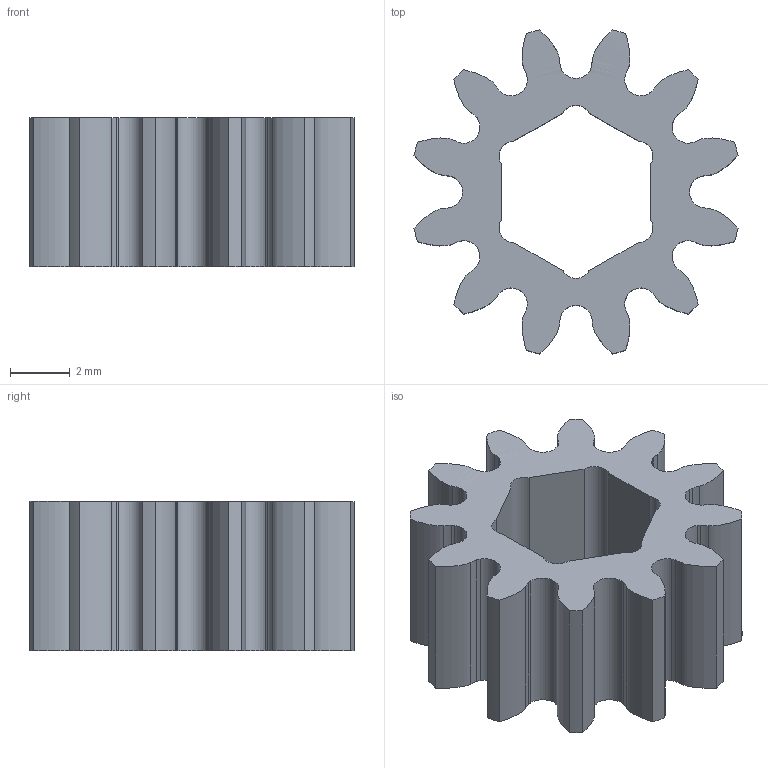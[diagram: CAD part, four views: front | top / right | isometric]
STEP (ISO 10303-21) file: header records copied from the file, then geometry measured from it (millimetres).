
FILE_DESCRIPTION (( 'STEP AP203' ), '1' );
FILE_NAME ('0.8 M 12 Tooth.STEP', '2018-06-07T22:19:53', ( '' ), ( '' ), 'SwSTEP 2.0', 'SolidWorks 2017', '' );
FILE_SCHEMA (( 'CONFIG_CONTROL_DESIGN' ));
Length unit declared in the file: millimetre
Products named in the file (1): 0.8 M 12 Tooth
Bounding box: 10.87 x 10.87 x 5.01 mm (x, y, z)
Volume: 233.2 mm3; surface area: 469.7 mm2
Topology: 1 solids, 1 shells, 121 faces, 357 edges, 238 vertices
Faces by surface type: bspline 72, cylinder 38, plane 11
Entity records: 5574 total; most frequent: CARTESIAN_POINT 2687, ORIENTED_EDGE 714, DIRECTION 389, EDGE_CURVE 357, VERTEX_POINT 238, B_SPLINE_CURVE_WITH_KNOTS 144, LINE 137, VECTOR 137
